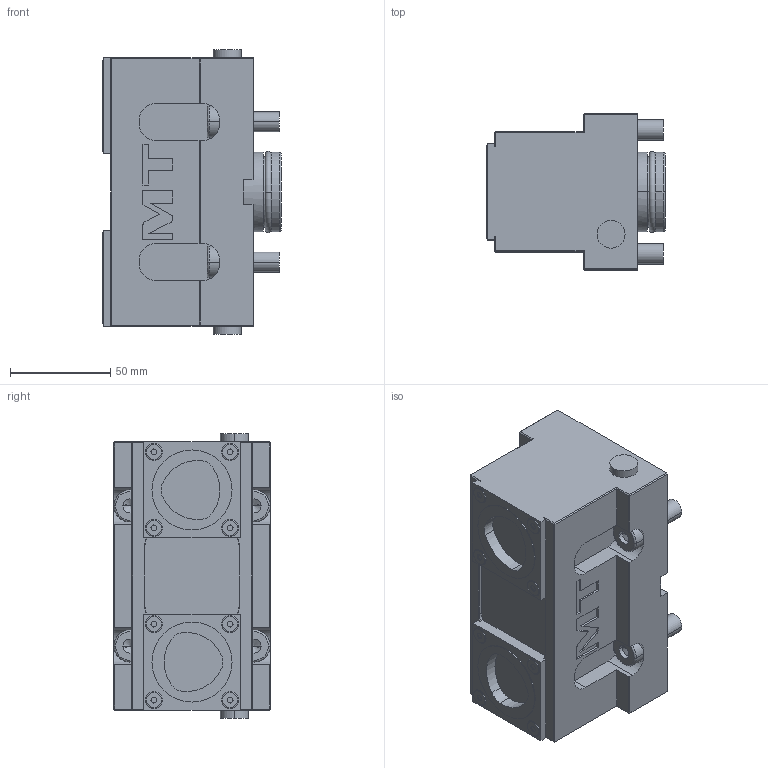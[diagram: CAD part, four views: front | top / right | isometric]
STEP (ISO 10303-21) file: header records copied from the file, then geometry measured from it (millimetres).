
FILE_DESCRIPTION((''),'2;1');
FILE_NAME('MNZ0264020_CONF','2023-02-23T16:26:34',('sterribile'),('M.T. srl'),'CREO PARAMETRIC BY PTC INC, 2021072','CREO PARAMETRIC BY PTC INC, 2021072','');
FILE_SCHEMA(('CONFIG_CONTROL_DESIGN'));
Length unit declared in the file: millimetre
Products named in the file (1): MNZ0264020_CONF
Bounding box: 89 x 78 x 142 mm (x, y, z)
Volume: 635781.8 mm3; surface area: 63507.3 mm2
Topology: 1 solids, 1 shells, 339 faces, 874 edges, 558 vertices
Faces by surface type: plane 184, cylinder 109, torus 28, cone 14, extrusion 4
Entity records: 10703 total; most frequent: CARTESIAN_POINT 2210, DIRECTION 1814, ORIENTED_EDGE 1732, EDGE_CURVE 866, AXIS2_PLACEMENT_3D 637, VERTEX_POINT 558, VECTOR 540, LINE 536
